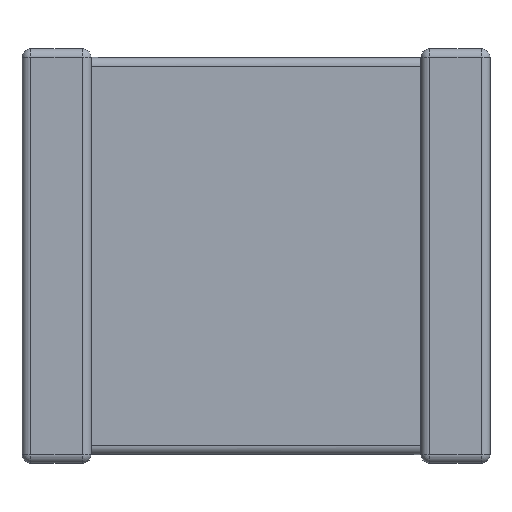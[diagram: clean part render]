
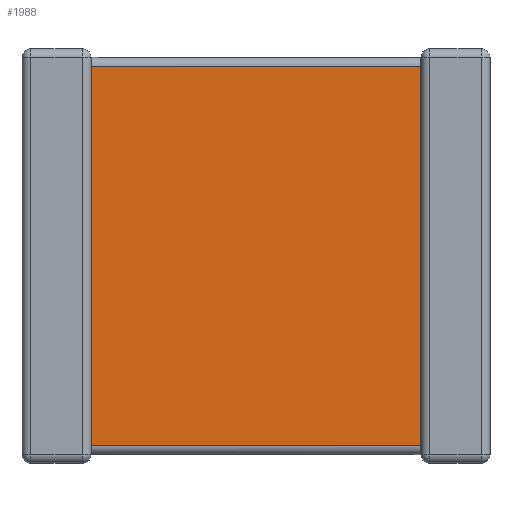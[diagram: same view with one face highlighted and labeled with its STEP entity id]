
A CAD part, front view. The second image highlights one B-rep face of the part: STEP entity #1988.
In plain terms, the highlighted planar face has unit normal (0, -1, 0).
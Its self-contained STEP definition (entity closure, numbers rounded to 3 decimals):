
#70 = ORIENTED_EDGE ( 'NONE', *, *, #4353, .T. ) ;
#139 = VECTOR ( 'NONE', #4338, 1000. ) ;
#176 = LINE ( 'NONE', #3008, #288 ) ;
#288 = VECTOR ( 'NONE', #1195, 1000. ) ;
#309 = ORIENTED_EDGE ( 'NONE', *, *, #3662, .F. ) ;
#709 = VERTEX_POINT ( 'NONE', #2845 ) ;
#779 = PLANE ( 'NONE',  #3425 ) ;
#1066 = EDGE_CURVE ( 'NONE', #4444, #3261, #4162, .T. ) ;
#1121 = VERTEX_POINT ( 'NONE', #3469 ) ;
#1195 = DIRECTION ( 'NONE',  ( 0., 0., 1. ) ) ;
#1272 = CARTESIAN_POINT ( 'NONE',  ( 5.2, 0.112, -5.175 ) ) ;
#1550 = LINE ( 'NONE', #1272, #2864 ) ;
#1588 = VECTOR ( 'NONE', #4179, 1000. ) ;
#1988 = ADVANCED_FACE ( 'NONE', ( #3289 ), #779, .T. ) ;
#2126 = LINE ( 'NONE', #3607, #139 ) ;
#2227 = CARTESIAN_POINT ( 'NONE',  ( 0.9, 0.112, -5.4 ) ) ;
#2292 = DIRECTION ( 'NONE',  ( 1., 0., 0. ) ) ;
#2845 = CARTESIAN_POINT ( 'NONE',  ( 5.2, 0.112, -5.175 ) ) ;
#2864 = VECTOR ( 'NONE', #2292, 1000. ) ;
#3008 = CARTESIAN_POINT ( 'NONE',  ( 5.2, 0.112, -5.4 ) ) ;
#3261 = VERTEX_POINT ( 'NONE', #3545 ) ;
#3289 = FACE_OUTER_BOUND ( 'NONE', #4596, .T. ) ;
#3424 = CARTESIAN_POINT ( 'NONE',  ( 0.9, 0.112, -0.225 ) ) ;
#3425 = AXIS2_PLACEMENT_3D ( 'NONE', #2227, #4372, #4659 ) ;
#3469 = CARTESIAN_POINT ( 'NONE',  ( 0.9, 0.112, -5.175 ) ) ;
#3514 = ORIENTED_EDGE ( 'NONE', *, *, #4298, .T. ) ;
#3545 = CARTESIAN_POINT ( 'NONE',  ( 0.9, 0.112, -0.225 ) ) ;
#3607 = CARTESIAN_POINT ( 'NONE',  ( 0.9, 0.112, -5.4 ) ) ;
#3662 = EDGE_CURVE ( 'NONE', #1121, #3261, #2126, .T. ) ;
#3899 = CARTESIAN_POINT ( 'NONE',  ( 5.2, 0.112, -0.225 ) ) ;
#4162 = LINE ( 'NONE', #3424, #1588 ) ;
#4179 = DIRECTION ( 'NONE',  ( -1., 0., 0. ) ) ;
#4203 = ORIENTED_EDGE ( 'NONE', *, *, #1066, .T. ) ;
#4298 = EDGE_CURVE ( 'NONE', #709, #4444, #176, .T. ) ;
#4338 = DIRECTION ( 'NONE',  ( 0., 0., 1. ) ) ;
#4353 = EDGE_CURVE ( 'NONE', #1121, #709, #1550, .T. ) ;
#4372 = DIRECTION ( 'NONE',  ( 0., -1., 0. ) ) ;
#4444 = VERTEX_POINT ( 'NONE', #3899 ) ;
#4596 = EDGE_LOOP ( 'NONE', ( #309, #70, #3514, #4203 ) ) ;
#4659 = DIRECTION ( 'NONE',  ( 0., 0., -1. ) ) ;
